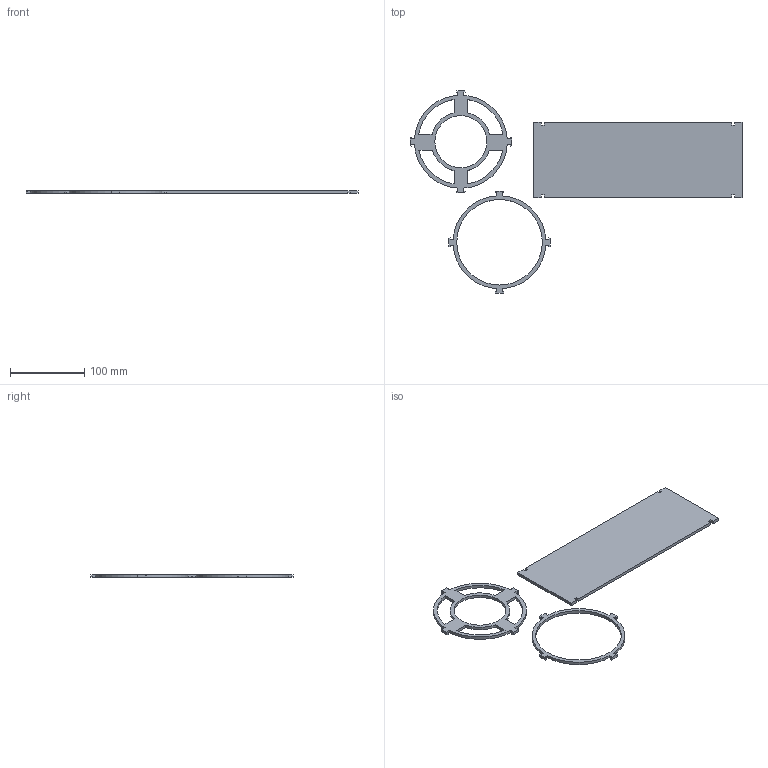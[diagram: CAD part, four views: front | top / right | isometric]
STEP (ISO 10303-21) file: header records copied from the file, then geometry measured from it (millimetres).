
FILE_DESCRIPTION(/* description */ (''),/* implementation_level */ '2;1');
FILE_NAME(/* name */ 'Ljósakróna.step',/* time_stamp */ '2022-03-07T13:08:53+00:00',/* author */ (''),/* organization */ (''),/* preprocessor_version */ 'ST-DEVELOPER v18.1',/* originating_system */ 'Autodesk Translation Framework v10.13.0.1454',/* authorisation */ '');
FILE_SCHEMA (('AUTOMOTIVE_DESIGN { 1 0 10303 214 3 1 1 }'));
Length unit declared in the file: millimetre
Products named in the file (4): Prufa_Fyrir_Done; Component1; Component7; Component9
Assembly tree (3 placements, depth 2):
  Prufa_Fyrir_Done
    Component1
    Component7
    Component9
Bounding box: 446.35 x 271.94 x 4 mm (x, y, z)
Volume: 140138.5 mm3; surface area: 81697.5 mm2
Topology: 3 solids, 3 shells, 108 faces, 306 edges, 204 vertices
Faces by surface type: plane 90, cylinder 18
Full cylindrical faces by diameter (mm): 70 x1, 115 x1
Entity records: 3607 total; most frequent: CARTESIAN_POINT 625, ORIENTED_EDGE 612, DIRECTION 572, EDGE_CURVE 306, LINE 270, VECTOR 270, VERTEX_POINT 204, AXIS2_PLACEMENT_3D 151
